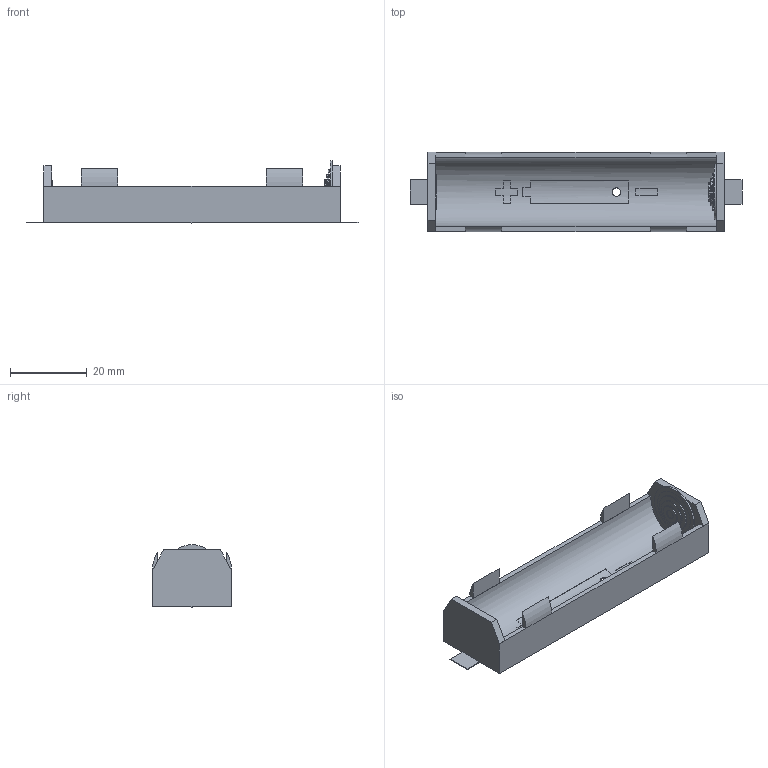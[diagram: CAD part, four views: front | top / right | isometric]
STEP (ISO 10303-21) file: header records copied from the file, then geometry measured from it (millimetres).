
FILE_DESCRIPTION(/* description */ (''),/* implementation_level */ '2;1');
FILE_NAME(/* name */ 'BatteryHolder_Keystone_1042_1x18650_With_Hole.step',/* time_stamp */ '2022-02-22T03:15:15-03:00',/* author */ (''),/* organization */ (''),/* preprocessor_version */ 'ST-DEVELOPER v18.1',/* originating_system */ 'Autodesk Translation Framework v10.10.0.1391',/* authorisation */ '');
FILE_SCHEMA (('AUTOMOTIVE_DESIGN { 1 0 10303 214 3 1 1 }'));
Length unit declared in the file: millimetre
Products named in the file (1): BatteryHolder_Keystone_1042_1x18650
Bounding box: 86.41 x 20.65 x 16.31 mm (x, y, z)
Volume: 6045.2 mm3; surface area: 7592.1 mm2
Topology: 10 solids, 10 shells, 108 faces, 249 edges, 165 vertices
Faces by surface type: plane 87, cylinder 21
Full cylindrical faces by diameter (mm): 0.02 x1, 2.2 x1, 2.4 x1, 4.8 x2, 7.2 x2, 9.6 x2, 12 x2, 14.4 x1
Entity records: 3137 total; most frequent: CARTESIAN_POINT 557, DIRECTION 528, ORIENTED_EDGE 498, EDGE_CURVE 249, LINE 184, VECTOR 184, AXIS2_PLACEMENT_3D 172, VERTEX_POINT 165
